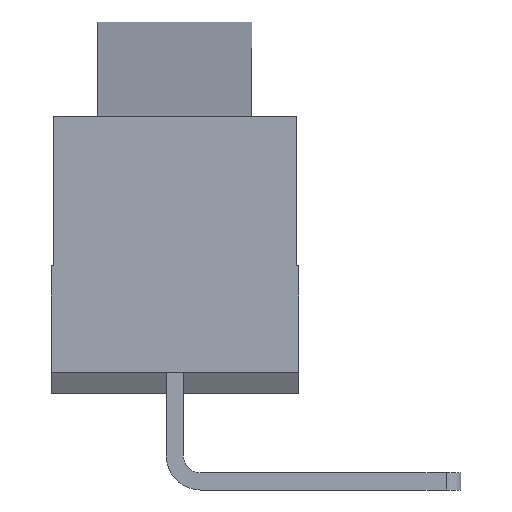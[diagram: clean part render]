
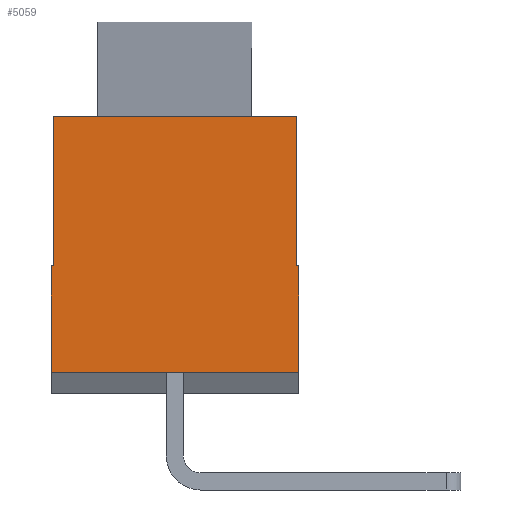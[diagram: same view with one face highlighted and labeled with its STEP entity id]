
A CAD part, left-side view. The second image highlights one B-rep face of the part: STEP entity #5059.
In plain terms, the highlighted planar face has unit normal (-1, 0, 0).
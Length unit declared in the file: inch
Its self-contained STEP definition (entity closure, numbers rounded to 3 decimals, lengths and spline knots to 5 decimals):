
#1784=CARTESIAN_POINT('',(-0.25197,-0.1122,0.1378));
#1785=VERTEX_POINT('',#1784);
#1786=CARTESIAN_POINT('',(-0.25197,0.1122,0.1378));
#1787=VERTEX_POINT('',#1786);
#1788=CARTESIAN_POINT('',(-0.25197,-0.1122,0.1378));
#1789=DIRECTION('',(0.0,1.0,0.0));
#1790=VECTOR('',#1789,0.22441);
#1791=LINE('',#1788,#1790);
#1792=EDGE_CURVE('',#1785,#1787,#1791,.T.);
#2723=CARTESIAN_POINT('',(-0.25197,0.1122,0.0));
#2724=VERTEX_POINT('',#2723);
#2739=CARTESIAN_POINT('',(-0.25197,0.11417,0.0));
#2740=VERTEX_POINT('',#2739);
#2747=CARTESIAN_POINT('',(-0.25197,0.1122,0.0));
#2748=DIRECTION('',(0.0,1.0,0.0));
#2749=VECTOR('',#2748,0.00197);
#2750=LINE('',#2747,#2749);
#2751=EDGE_CURVE('',#2724,#2740,#2750,.T.);
#2761=CARTESIAN_POINT('',(-0.25197,-0.1122,0.0));
#2762=VERTEX_POINT('',#2761);
#2769=CARTESIAN_POINT('',(-0.25197,-0.11417,0.0));
#2770=VERTEX_POINT('',#2769);
#2771=CARTESIAN_POINT('',(-0.25197,-0.11417,0.0));
#2772=DIRECTION('',(0.0,1.0,0.0));
#2773=VECTOR('',#2772,0.00197);
#2774=LINE('',#2771,#2773);
#2775=EDGE_CURVE('',#2770,#2762,#2774,.T.);
#3370=CARTESIAN_POINT('',(-0.25197,0.11417,-0.09843));
#3371=VERTEX_POINT('',#3370);
#3378=CARTESIAN_POINT('',(-0.25197,0.11417,0.0));
#3379=DIRECTION('',(0.0,0.0,-1.0));
#3380=VECTOR('',#3379,0.09843);
#3381=LINE('',#3378,#3380);
#3382=EDGE_CURVE('',#2740,#3371,#3381,.T.);
#3444=CARTESIAN_POINT('',(-0.25197,-0.11417,-0.09843));
#3445=VERTEX_POINT('',#3444);
#3446=CARTESIAN_POINT('',(-0.25197,-0.11417,0.0));
#3447=DIRECTION('',(0.0,0.0,-1.0));
#3448=VECTOR('',#3447,0.09843);
#3449=LINE('',#3446,#3448);
#3450=EDGE_CURVE('',#2770,#3445,#3449,.T.);
#3651=CARTESIAN_POINT('',(-0.25197,0.11417,-0.09843));
#3652=DIRECTION('',(0.0,-1.0,0.0));
#3653=VECTOR('',#3652,0.22835);
#3654=LINE('',#3651,#3653);
#3655=EDGE_CURVE('',#3371,#3445,#3654,.T.);
#5034=CARTESIAN_POINT('',(-0.25197,-0.12559,-0.11024));
#5035=DIRECTION('',(-1.0,0.0,0.0));
#5036=DIRECTION('',(0.0,0.0,1.0));
#5037=AXIS2_PLACEMENT_3D('',#5034,#5035,#5036);
#5038=PLANE('',#5037);
#5039=ORIENTED_EDGE('',*,*,#1792,.T.);
#5040=CARTESIAN_POINT('',(-0.25197,0.1122,0.0));
#5041=DIRECTION('',(0.0,0.0,1.0));
#5042=VECTOR('',#5041,0.1378);
#5043=LINE('',#5040,#5042);
#5044=EDGE_CURVE('',#2724,#1787,#5043,.T.);
#5045=ORIENTED_EDGE('',*,*,#5044,.F.);
#5046=ORIENTED_EDGE('',*,*,#2751,.T.);
#5047=ORIENTED_EDGE('',*,*,#3382,.T.);
#5048=ORIENTED_EDGE('',*,*,#3655,.T.);
#5049=ORIENTED_EDGE('',*,*,#3450,.F.);
#5050=ORIENTED_EDGE('',*,*,#2775,.T.);
#5051=CARTESIAN_POINT('',(-0.25197,-0.1122,0.0));
#5052=DIRECTION('',(0.0,0.0,1.0));
#5053=VECTOR('',#5052,0.1378);
#5054=LINE('',#5051,#5053);
#5055=EDGE_CURVE('',#2762,#1785,#5054,.T.);
#5056=ORIENTED_EDGE('',*,*,#5055,.T.);
#5057=EDGE_LOOP('',(#5039,#5045,#5046,#5047,#5048,#5049,#5050,#5056));
#5058=FACE_OUTER_BOUND('',#5057,.T.);
#5059=ADVANCED_FACE('',(#5058),#5038,.T.);
